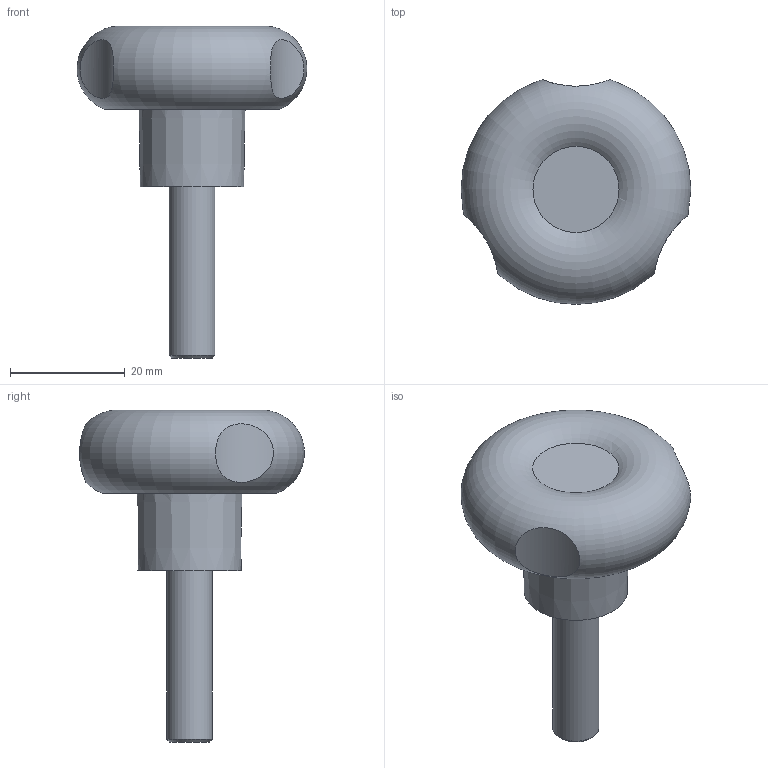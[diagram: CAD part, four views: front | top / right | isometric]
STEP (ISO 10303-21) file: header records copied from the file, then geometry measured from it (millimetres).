
FILE_DESCRIPTION( ( 'Unknown' ), '1' );
FILE_NAME( '6391740_VTPX40_M08x30.stp', 'Unknown', ( 'Unknown' ), ( 'Unknown' ), 'PSStep 11.0', 'Unknown', ' ' );
FILE_SCHEMA( ( 'AUTOMOTIVE_DESIGN { 1 0 10303 214 1 1 1 1 }' ) );
Length unit declared in the file: millimetre
Products named in the file (1): 1839006
Bounding box: 40 x 39.13 x 57.8 mm (x, y, z)
Volume: 17735.3 mm3; surface area: 6513.7 mm2
Topology: 1 solids, 2 shells, 76 faces, 207 edges, 136 vertices
Faces by surface type: plane 36, cylinder 19, torus 13, cone 8
Full cylindrical faces by diameter (mm): 8 x1, 12 x2, 14.38 x1
Entity records: 3518 total; most frequent: CARTESIAN_POINT 1058, ORIENTED_EDGE 390, DIRECTION 358, EDGE_CURVE 195, AXIS2_PLACEMENT_3D 151, VERTEX_POINT 133, EDGE_LOOP 100, FACE_OUTER_BOUND 81
